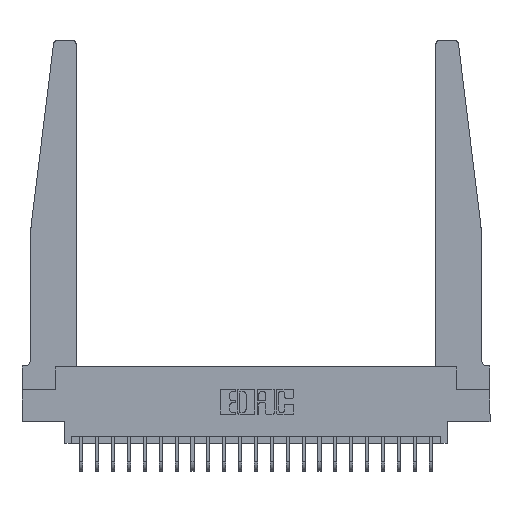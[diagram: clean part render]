
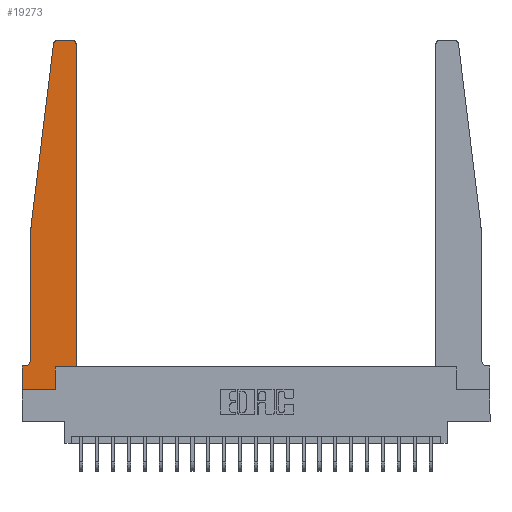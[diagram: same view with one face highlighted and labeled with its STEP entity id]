
A CAD part, top view. The second image highlights one B-rep face of the part: STEP entity #19273.
In plain terms, the highlighted planar face has unit normal (0, 0, 1).
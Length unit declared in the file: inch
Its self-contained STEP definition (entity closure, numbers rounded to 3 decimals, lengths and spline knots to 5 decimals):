
#589 = CARTESIAN_POINT ( 'NONE',  ( 0., 0., 0.37 ) ) ;
#638 = DIRECTION ( 'NONE',  ( 1., 0., 0. ) ) ;
#783 = EDGE_CURVE ( 'NONE', #22008, #13600, #16400, .T. ) ;
#802 = CARTESIAN_POINT ( 'NONE',  ( 0.2605, 0., 0.37 ) ) ;
#1072 = EDGE_LOOP ( 'NONE', ( #3211, #15202, #1706, #18523, #20709, #2260, #16699, #22333, #17795, #17757, #2867, #2996 ) ) ;
#1208 = EDGE_CURVE ( 'NONE', #2496, #13988, #7360, .T. ) ;
#1352 = CARTESIAN_POINT ( 'NONE',  ( 0., 0.1875, 0.37 ) ) ;
#1706 = ORIENTED_EDGE ( 'NONE', *, *, #20596, .T. ) ;
#2260 = ORIENTED_EDGE ( 'NONE', *, *, #2337, .T. ) ;
#2268 = EDGE_CURVE ( 'NONE', #3650, #21317, #11158, .T. ) ;
#2327 = AXIS2_PLACEMENT_3D ( 'NONE', #22298, #11056, #24544 ) ;
#2337 = EDGE_CURVE ( 'NONE', #8125, #20708, #12769, .T. ) ;
#2496 = VERTEX_POINT ( 'NONE', #15271 ) ;
#2524 = VECTOR ( 'NONE', #7134, 39.37008 ) ;
#2593 = AXIS2_PLACEMENT_3D ( 'NONE', #24157, #21654, #7180 ) ;
#2867 = ORIENTED_EDGE ( 'NONE', *, *, #14515, .T. ) ;
#2996 = ORIENTED_EDGE ( 'NONE', *, *, #22177, .T. ) ;
#3211 = ORIENTED_EDGE ( 'NONE', *, *, #4796, .T. ) ;
#3227 = CARTESIAN_POINT ( 'NONE',  ( 0., 0., 0.37 ) ) ;
#3481 = CARTESIAN_POINT ( 'NONE',  ( 0.065, 1.25, 0.37 ) ) ;
#3650 = VERTEX_POINT ( 'NONE', #16899 ) ;
#4527 = VECTOR ( 'NONE', #7013, 39.37008 ) ;
#4657 = CARTESIAN_POINT ( 'NONE',  ( 0.27653, 2.72, 0.37 ) ) ;
#4713 = VECTOR ( 'NONE', #8764, 39.37008 ) ;
#4783 = CARTESIAN_POINT ( 'NONE',  ( 0.425, 0.18, 0.37 ) ) ;
#4796 = EDGE_CURVE ( 'NONE', #21586, #3650, #23545, .T. ) ;
#4837 = VERTEX_POINT ( 'NONE', #802 ) ;
#5166 = AXIS2_PLACEMENT_3D ( 'NONE', #4657, #10150, #638 ) ;
#5325 = CARTESIAN_POINT ( 'NONE',  ( 0.425, 2.72, 0.37 ) ) ;
#5481 = LINE ( 'NONE', #3481, #18100 ) ;
#6058 = CARTESIAN_POINT ( 'NONE',  ( 0.24675, 2.72367, 0.37 ) ) ;
#6881 = CARTESIAN_POINT ( 'NONE',  ( 0.2605, 0.18, 0.37 ) ) ;
#7013 = DIRECTION ( 'NONE',  ( 0., 1., 0. ) ) ;
#7014 = CARTESIAN_POINT ( 'NONE',  ( 0., 0., 0.37 ) ) ;
#7103 = CARTESIAN_POINT ( 'NONE',  ( 0., 0.1875, 0.37 ) ) ;
#7134 = DIRECTION ( 'NONE',  ( 1., 0., 0. ) ) ;
#7180 = DIRECTION ( 'NONE',  ( 1., 0., 0. ) ) ;
#7360 = LINE ( 'NONE', #10739, #22271 ) ;
#8082 = LINE ( 'NONE', #589, #15289 ) ;
#8125 = VERTEX_POINT ( 'NONE', #9147 ) ;
#8275 = CARTESIAN_POINT ( 'NONE',  ( 0.2605, 0.18, 0.37 ) ) ;
#8341 = VECTOR ( 'NONE', #23301, 39.37008 ) ;
#8515 = DIRECTION ( 'NONE',  ( -1., 0., 0. ) ) ;
#8607 = EDGE_CURVE ( 'NONE', #4837, #22008, #18620, .T. ) ;
#8764 = DIRECTION ( 'NONE',  ( 1., 0., 0. ) ) ;
#8937 = AXIS2_PLACEMENT_3D ( 'NONE', #7103, #10979, #16477 ) ;
#9147 = CARTESIAN_POINT ( 'NONE',  ( 0.015, 0.1875, 0.37 ) ) ;
#9833 = VERTEX_POINT ( 'NONE', #3227 ) ;
#10150 = DIRECTION ( 'NONE',  ( 0., 0., 1. ) ) ;
#10739 = CARTESIAN_POINT ( 'NONE',  ( 0.065, 1.25, 0.37 ) ) ;
#10979 = DIRECTION ( 'NONE',  ( 0., 0., 1. ) ) ;
#11056 = DIRECTION ( 'NONE',  ( 0., 0., -1. ) ) ;
#11158 = CIRCLE ( 'NONE', #5166, 0.03 ) ;
#11903 = CIRCLE ( 'NONE', #2327, 0.05 ) ;
#12341 = VECTOR ( 'NONE', #8515, 39.37008 ) ;
#12620 = LINE ( 'NONE', #7014, #2524 ) ;
#12769 = LINE ( 'NONE', #20389, #12341 ) ;
#13600 = VERTEX_POINT ( 'NONE', #20746 ) ;
#13687 = CARTESIAN_POINT ( 'NONE',  ( 0.25, 2.75, 0.37 ) ) ;
#13870 = CARTESIAN_POINT ( 'NONE',  ( 0.395, 2.75, 0.37 ) ) ;
#13988 = VERTEX_POINT ( 'NONE', #14963 ) ;
#14515 = EDGE_CURVE ( 'NONE', #13600, #18385, #18672, .T. ) ;
#14557 = EDGE_CURVE ( 'NONE', #13988, #8125, #11903, .T. ) ;
#14963 = CARTESIAN_POINT ( 'NONE',  ( 0.065, 0.2375, 0.37 ) ) ;
#14977 = CIRCLE ( 'NONE', #2593, 0.03 ) ;
#15202 = ORIENTED_EDGE ( 'NONE', *, *, #2268, .T. ) ;
#15271 = CARTESIAN_POINT ( 'NONE',  ( 0.065, 1.25, 0.37 ) ) ;
#15289 = VECTOR ( 'NONE', #17838, 39.37008 ) ;
#16400 = LINE ( 'NONE', #4783, #4713 ) ;
#16477 = DIRECTION ( 'NONE',  ( 1., 0., 0. ) ) ;
#16699 = ORIENTED_EDGE ( 'NONE', *, *, #17926, .T. ) ;
#16729 = DIRECTION ( 'NONE',  ( -0.122, -0.992, 0. ) ) ;
#16899 = CARTESIAN_POINT ( 'NONE',  ( 0.27653, 2.75, 0.37 ) ) ;
#17757 = ORIENTED_EDGE ( 'NONE', *, *, #783, .T. ) ;
#17795 = ORIENTED_EDGE ( 'NONE', *, *, #8607, .T. ) ;
#17820 = EDGE_CURVE ( 'NONE', #9833, #4837, #12620, .T. ) ;
#17838 = DIRECTION ( 'NONE',  ( 0., -1., 0. ) ) ;
#17926 = EDGE_CURVE ( 'NONE', #20708, #9833, #8082, .T. ) ;
#18100 = VECTOR ( 'NONE', #16729, 39.37008 ) ;
#18350 = PLANE ( 'NONE',  #8937 ) ;
#18385 = VERTEX_POINT ( 'NONE', #5325 ) ;
#18523 = ORIENTED_EDGE ( 'NONE', *, *, #1208, .T. ) ;
#18620 = LINE ( 'NONE', #6881, #4527 ) ;
#18672 = LINE ( 'NONE', #24660, #22670 ) ;
#19038 = DIRECTION ( 'NONE',  ( 0., 1., 0. ) ) ;
#19273 = ADVANCED_FACE ( 'NONE', ( #24454 ), #18350, .T. ) ;
#20389 = CARTESIAN_POINT ( 'NONE',  ( 0.065, 0.1875, 0.37 ) ) ;
#20472 = DIRECTION ( 'NONE',  ( 0., -1., 0. ) ) ;
#20596 = EDGE_CURVE ( 'NONE', #21317, #2496, #5481, .T. ) ;
#20708 = VERTEX_POINT ( 'NONE', #1352 ) ;
#20709 = ORIENTED_EDGE ( 'NONE', *, *, #14557, .T. ) ;
#20746 = CARTESIAN_POINT ( 'NONE',  ( 0.425, 0.18, 0.37 ) ) ;
#21317 = VERTEX_POINT ( 'NONE', #6058 ) ;
#21586 = VERTEX_POINT ( 'NONE', #13870 ) ;
#21654 = DIRECTION ( 'NONE',  ( 0., 0., 1. ) ) ;
#22008 = VERTEX_POINT ( 'NONE', #8275 ) ;
#22177 = EDGE_CURVE ( 'NONE', #18385, #21586, #14977, .T. ) ;
#22271 = VECTOR ( 'NONE', #20472, 39.37008 ) ;
#22298 = CARTESIAN_POINT ( 'NONE',  ( 0.015, 0.2375, 0.37 ) ) ;
#22333 = ORIENTED_EDGE ( 'NONE', *, *, #17820, .T. ) ;
#22670 = VECTOR ( 'NONE', #19038, 39.37008 ) ;
#23301 = DIRECTION ( 'NONE',  ( -1., 0., 0. ) ) ;
#23545 = LINE ( 'NONE', #13687, #8341 ) ;
#24157 = CARTESIAN_POINT ( 'NONE',  ( 0.395, 2.72, 0.37 ) ) ;
#24454 = FACE_OUTER_BOUND ( 'NONE', #1072, .T. ) ;
#24544 = DIRECTION ( 'NONE',  ( -1., 0., 0. ) ) ;
#24660 = CARTESIAN_POINT ( 'NONE',  ( 0.425, 0.18, 0.37 ) ) ;
